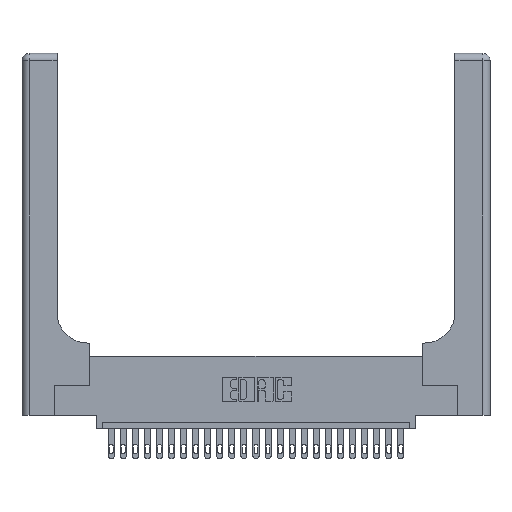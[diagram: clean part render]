
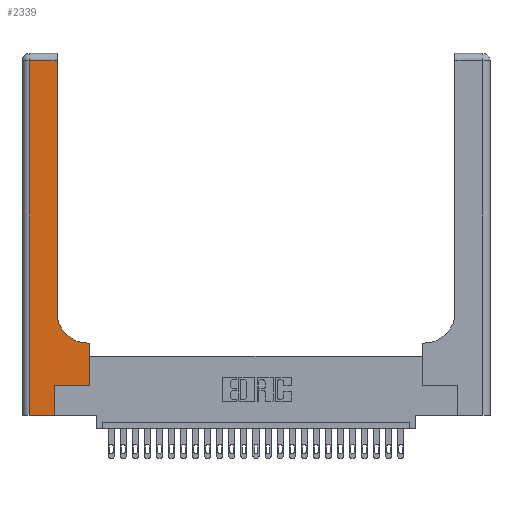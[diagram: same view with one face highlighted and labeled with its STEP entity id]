
A CAD part, top view. The second image highlights one B-rep face of the part: STEP entity #2339.
In plain terms, the highlighted planar face has unit normal (0, 0, 1).
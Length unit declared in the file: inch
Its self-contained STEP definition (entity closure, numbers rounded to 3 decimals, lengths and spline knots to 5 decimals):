
#330 = VERTEX_POINT ( 'NONE', #5183 ) ;
#645 = DIRECTION ( 'NONE',  ( 1., 0., 0. ) ) ;
#667 = DIRECTION ( 'NONE',  ( 0., 1., 0. ) ) ;
#1011 = LINE ( 'NONE', #13017, #6450 ) ;
#1080 = DIRECTION ( 'NONE',  ( -1., 0., 0. ) ) ;
#1246 = CARTESIAN_POINT ( 'NONE',  ( 0.06, 0., 0.37 ) ) ;
#1365 = EDGE_LOOP ( 'NONE', ( #11742, #11447, #23167, #14792, #21327, #11140, #24375, #8439, #7343 ) ) ;
#2339 = ADVANCED_FACE ( 'NONE', ( #5161 ), #13439, .F. ) ;
#2687 = CARTESIAN_POINT ( 'NONE',  ( 0.5415, 0.85, 0.37 ) ) ;
#2728 = VERTEX_POINT ( 'NONE', #5714 ) ;
#3287 = LINE ( 'NONE', #15768, #12762 ) ;
#3391 = DIRECTION ( 'NONE',  ( 0., 1., 0. ) ) ;
#3692 = CARTESIAN_POINT ( 'NONE',  ( 0.06, 3., 0.37 ) ) ;
#4123 = AXIS2_PLACEMENT_3D ( 'NONE', #2687, #6803, #10706 ) ;
#5161 = FACE_OUTER_BOUND ( 'NONE', #1365, .T. ) ;
#5183 = CARTESIAN_POINT ( 'NONE',  ( 0.5585, 0.6, 0.37 ) ) ;
#5714 = CARTESIAN_POINT ( 'NONE',  ( 0.06, 2.94, 0.37 ) ) ;
#6213 = EDGE_CURVE ( 'NONE', #18258, #9981, #22121, .T. ) ;
#6450 = VECTOR ( 'NONE', #667, 39.37008 ) ;
#6788 = VERTEX_POINT ( 'NONE', #23409 ) ;
#6803 = DIRECTION ( 'NONE',  ( 0., 0., -1. ) ) ;
#7343 = ORIENTED_EDGE ( 'NONE', *, *, #10727, .T. ) ;
#7416 = DIRECTION ( 'NONE',  ( -1., 0., 0. ) ) ;
#8185 = DIRECTION ( 'NONE',  ( 1., 0., 0. ) ) ;
#8439 = ORIENTED_EDGE ( 'NONE', *, *, #22307, .T. ) ;
#8684 = LINE ( 'NONE', #17290, #9942 ) ;
#8895 = CARTESIAN_POINT ( 'NONE',  ( 0.2915, 3., 0.37 ) ) ;
#8929 = VECTOR ( 'NONE', #8185, 39.37008 ) ;
#9942 = VECTOR ( 'NONE', #1080, 39.37008 ) ;
#9981 = VERTEX_POINT ( 'NONE', #21056 ) ;
#10706 = DIRECTION ( 'NONE',  ( 1., 0., 0. ) ) ;
#10727 = EDGE_CURVE ( 'NONE', #15828, #18258, #24816, .T. ) ;
#11140 = ORIENTED_EDGE ( 'NONE', *, *, #11346, .T. ) ;
#11346 = EDGE_CURVE ( 'NONE', #26357, #6788, #15560, .T. ) ;
#11447 = ORIENTED_EDGE ( 'NONE', *, *, #24815, .T. ) ;
#11742 = ORIENTED_EDGE ( 'NONE', *, *, #6213, .T. ) ;
#11963 = VECTOR ( 'NONE', #20840, 39.37008 ) ;
#12603 = EDGE_CURVE ( 'NONE', #2728, #16812, #13534, .T. ) ;
#12762 = VECTOR ( 'NONE', #3391, 39.37008 ) ;
#12873 = CARTESIAN_POINT ( 'NONE',  ( 0.2915, 0.85, 0.37 ) ) ;
#12907 = CARTESIAN_POINT ( 'NONE',  ( 0., 0., 0.37 ) ) ;
#13017 = CARTESIAN_POINT ( 'NONE',  ( 0.5585, 0.25, 0.37 ) ) ;
#13439 = PLANE ( 'NONE',  #22206 ) ;
#13534 = LINE ( 'NONE', #3692, #21209 ) ;
#14605 = LINE ( 'NONE', #12907, #19102 ) ;
#14792 = ORIENTED_EDGE ( 'NONE', *, *, #16115, .T. ) ;
#15560 = LINE ( 'NONE', #21150, #8929 ) ;
#15768 = CARTESIAN_POINT ( 'NONE',  ( 0.269, 0., 0.37 ) ) ;
#15828 = VERTEX_POINT ( 'NONE', #19708 ) ;
#16115 = EDGE_CURVE ( 'NONE', #16812, #23196, #14605, .T. ) ;
#16812 = VERTEX_POINT ( 'NONE', #1246 ) ;
#16930 = DIRECTION ( 'NONE',  ( 0., 1., 0. ) ) ;
#17290 = CARTESIAN_POINT ( 'NONE',  ( 0., 2.94, 0.37 ) ) ;
#17352 = VECTOR ( 'NONE', #16930, 39.37008 ) ;
#17424 = CARTESIAN_POINT ( 'NONE',  ( 0., 3., 0.37 ) ) ;
#18258 = VERTEX_POINT ( 'NONE', #12873 ) ;
#19102 = VECTOR ( 'NONE', #645, 39.37008 ) ;
#19708 = CARTESIAN_POINT ( 'NONE',  ( 0.5415, 0.6, 0.37 ) ) ;
#20787 = CARTESIAN_POINT ( 'NONE',  ( 0.269, 0.25, 0.37 ) ) ;
#20840 = DIRECTION ( 'NONE',  ( -1., 0., 0. ) ) ;
#21056 = CARTESIAN_POINT ( 'NONE',  ( 0.2915, 2.94, 0.37 ) ) ;
#21150 = CARTESIAN_POINT ( 'NONE',  ( 0.269, 0.25, 0.37 ) ) ;
#21209 = VECTOR ( 'NONE', #21795, 39.37008 ) ;
#21327 = ORIENTED_EDGE ( 'NONE', *, *, #24499, .T. ) ;
#21795 = DIRECTION ( 'NONE',  ( 0., -1., 0. ) ) ;
#21905 = CARTESIAN_POINT ( 'NONE',  ( 0.269, 0., 0.37 ) ) ;
#22121 = LINE ( 'NONE', #8895, #17352 ) ;
#22206 = AXIS2_PLACEMENT_3D ( 'NONE', #17424, #23896, #7416 ) ;
#22307 = EDGE_CURVE ( 'NONE', #330, #15828, #25639, .T. ) ;
#23167 = ORIENTED_EDGE ( 'NONE', *, *, #12603, .T. ) ;
#23196 = VERTEX_POINT ( 'NONE', #21905 ) ;
#23409 = CARTESIAN_POINT ( 'NONE',  ( 0.5585, 0.25, 0.37 ) ) ;
#23896 = DIRECTION ( 'NONE',  ( 0., 0., -1. ) ) ;
#24184 = EDGE_CURVE ( 'NONE', #6788, #330, #1011, .T. ) ;
#24375 = ORIENTED_EDGE ( 'NONE', *, *, #24184, .T. ) ;
#24499 = EDGE_CURVE ( 'NONE', #23196, #26357, #3287, .T. ) ;
#24815 = EDGE_CURVE ( 'NONE', #9981, #2728, #8684, .T. ) ;
#24816 = CIRCLE ( 'NONE', #4123, 0.25 ) ;
#24855 = CARTESIAN_POINT ( 'NONE',  ( 0.2915, 0.6, 0.37 ) ) ;
#25639 = LINE ( 'NONE', #24855, #11963 ) ;
#26357 = VERTEX_POINT ( 'NONE', #20787 ) ;
